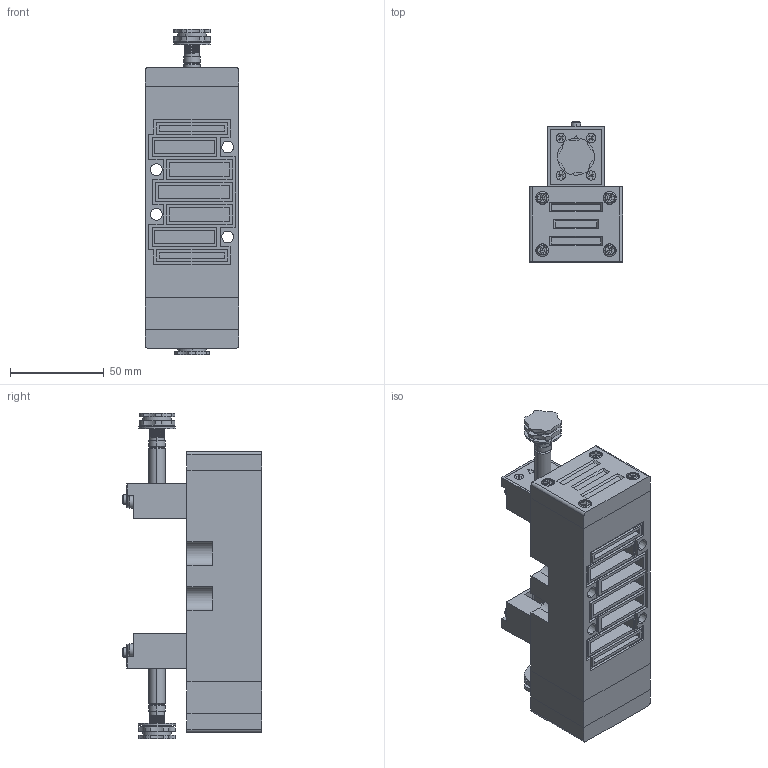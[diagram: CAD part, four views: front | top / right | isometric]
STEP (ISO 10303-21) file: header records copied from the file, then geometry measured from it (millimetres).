
FILE_DESCRIPTION (( 'STEP AP214' ), '1' );
FILE_NAME ('SIV543-IP.STEP', '2019-08-30T06:54:34', ( 'yrd2' ), ( 'Hewlett-Packard Company' ), 'SwSTEP 2.0', 'SolidWorks 2008', '' );
FILE_SCHEMA (( 'AUTOMOTIVE_DESIGN' ));
Length unit declared in the file: millimetre
Products named in the file (6): SIV500 Body_ル遽; SIV500 Semi Pilot_ル遽; SIV500 Pilot; 濡旎傘お_ル遽; SIV500 BLOCK GUIDE_ル遽; SIV543-IP
Assembly tree (8 placements, depth 2):
  SIV543-IP
    SIV500 Semi Pilot_ル遽  x2
    濡旎傘お_ル遽  x2
    SIV500 BLOCK GUIDE_ル遽
    SIV500 Pilot  x2
    SIV500 Body_ル遽
Bounding box: 50 x 74.6 x 173.7 mm (x, y, z)
Volume: 299944.7 mm3; surface area: 77665.9 mm2
Topology: 8 solids, 8 shells, 961 faces, 2400 edges, 1568 vertices
Faces by surface type: plane 617, cylinder 268, cone 46, torus 24, bspline 4, sphere 2
Entity records: 18103 total; most frequent: CARTESIAN_POINT 4246, ORIENTED_EDGE 2830, DIRECTION 2808, EDGE_CURVE 1415, AXIS2_PLACEMENT_3D 941, VERTEX_POINT 928, VECTOR 926, LINE 926
